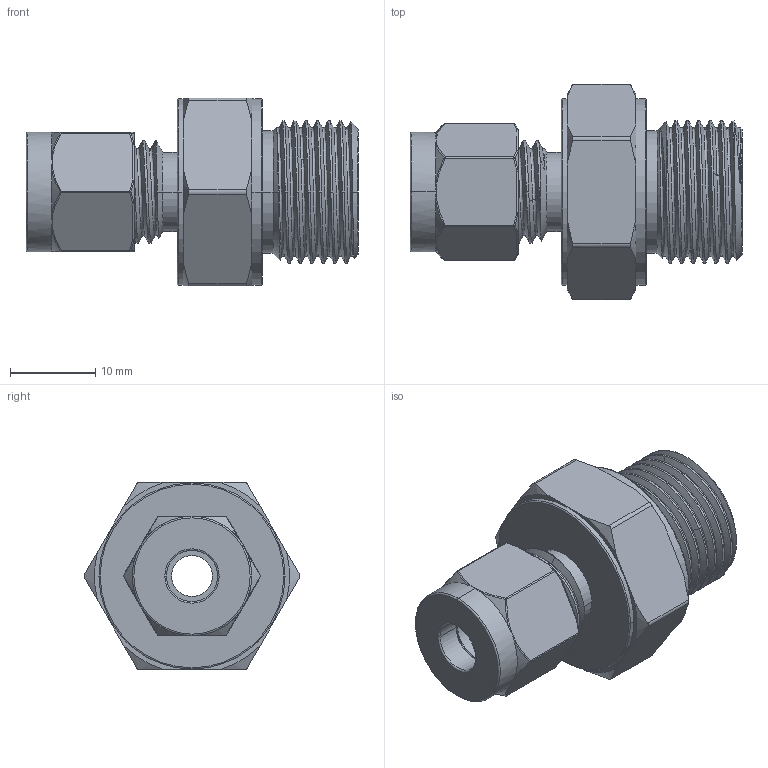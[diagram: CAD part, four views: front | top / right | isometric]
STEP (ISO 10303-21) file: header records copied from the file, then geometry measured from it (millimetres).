
FILE_DESCRIPTION((''),'2;1');
FILE_NAME('001_COM_MALE_CONNECTOR_MASTER_ASM','2025-06-25T15:34:32',('Administrator'),(''),'CREO PARAMETRIC BY PTC INC, 2020414','CREO PARAMETRIC BY PTC INC, 2020414','');
FILE_SCHEMA(('AUTOMOTIVE_DESIGN { 1 0 10303 214 1 1 1 1 }'));
Length unit declared in the file: millimetre
Products named in the file (5): DIN2353-TUBE_COM; DIN2353_TUBE_NUT_COM; BACK_FERRULE_COM; FRONT_FERRULE_COM; 001_COM_MALE_CONNECTOR_MASTER_ASM
Assembly tree (4 placements, depth 2):
  001_COM_MALE_CONNECTOR_MASTER_ASM
    DIN2353-TUBE_COM
    DIN2353_TUBE_NUT_COM
    BACK_FERRULE_COM
    FRONT_FERRULE_COM
Bounding box: 38.9 x 25.25 x 22 mm (x, y, z)
Volume: 7784.9 mm3; surface area: 5397.4 mm2
Topology: 4 solids, 4 shells, 258 faces, 618 edges, 413 vertices
Faces by surface type: cylinder 73, cone 48, bspline 48, torus 40, plane 25, sphere 24
Entity records: 24441 total; most frequent: CARTESIAN_POINT 17596, ORIENTED_EDGE 1184, DIRECTION 1105, EDGE_CURVE 592, AXIS2_PLACEMENT_3D 472, VERTEX_POINT 347, PRESENTATION_STYLE_ASSIGNMENT 294, STYLED_ITEM 294
